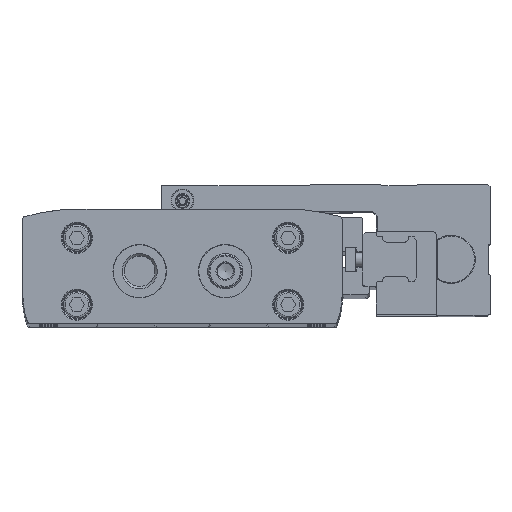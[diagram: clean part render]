
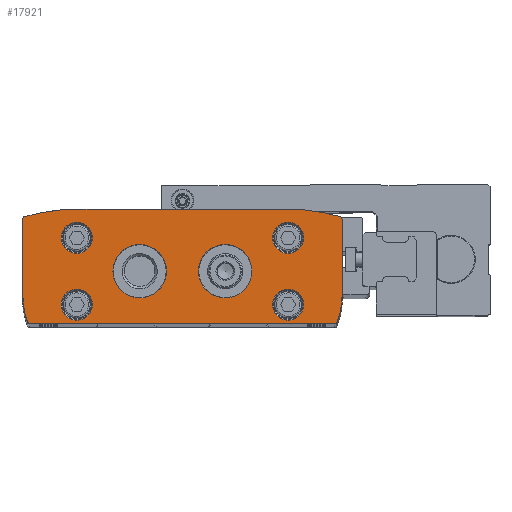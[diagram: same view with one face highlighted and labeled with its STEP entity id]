
A CAD part, top view. The second image highlights one B-rep face of the part: STEP entity #17921.
In plain terms, the highlighted planar face has unit normal (0, 0, 1).
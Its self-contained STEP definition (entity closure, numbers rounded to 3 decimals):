
#743=CIRCLE('',#19194,75.);
#749=CIRCLE('',#19203,75.);
#912=CIRCLE('',#19488,5.8);
#913=CIRCLE('',#19489,5.8);
#914=CIRCLE('',#19490,5.8);
#915=CIRCLE('',#19491,5.8);
#916=CIRCLE('',#19492,10.);
#917=CIRCLE('',#19493,10.);
#918=CIRCLE('',#19494,28.);
#919=CIRCLE('',#19495,1.);
#920=CIRCLE('',#19496,1.);
#921=CIRCLE('',#19497,28.);
#922=CIRCLE('',#19498,1.);
#923=CIRCLE('',#19499,1.);
#2492=ORIENTED_EDGE('',*,*,#7057,.F.);
#2493=ORIENTED_EDGE('',*,*,#7058,.F.);
#2494=ORIENTED_EDGE('',*,*,#7059,.F.);
#2495=ORIENTED_EDGE('',*,*,#7060,.F.);
#2496=ORIENTED_EDGE('',*,*,#7061,.F.);
#2497=ORIENTED_EDGE('',*,*,#7062,.F.);
#2498=ORIENTED_EDGE('',*,*,#7063,.T.);
#2499=ORIENTED_EDGE('',*,*,#7064,.T.);
#2500=ORIENTED_EDGE('',*,*,#7065,.T.);
#2501=ORIENTED_EDGE('',*,*,#7066,.T.);
#2502=ORIENTED_EDGE('',*,*,#7067,.T.);
#2503=ORIENTED_EDGE('',*,*,#7068,.T.);
#2504=ORIENTED_EDGE('',*,*,#7069,.T.);
#2505=ORIENTED_EDGE('',*,*,#7070,.T.);
#2506=ORIENTED_EDGE('',*,*,#6627,.T.);
#2507=ORIENTED_EDGE('',*,*,#7071,.T.);
#2508=ORIENTED_EDGE('',*,*,#6609,.T.);
#2509=ORIENTED_EDGE('',*,*,#7072,.T.);
#6609=EDGE_CURVE('',#9063,#9066,#743,.T.);
#6627=EDGE_CURVE('',#9081,#9084,#749,.T.);
#7057=EDGE_CURVE('',#9385,#9385,#912,.T.);
#7058=EDGE_CURVE('',#9386,#9386,#913,.T.);
#7059=EDGE_CURVE('',#9387,#9387,#914,.T.);
#7060=EDGE_CURVE('',#9388,#9388,#915,.T.);
#7061=EDGE_CURVE('',#9389,#9389,#916,.T.);
#7062=EDGE_CURVE('',#9390,#9390,#917,.T.);
#7063=EDGE_CURVE('',#9391,#9392,#11116,.T.);
#7064=EDGE_CURVE('',#9392,#9393,#918,.T.);
#7065=EDGE_CURVE('',#9393,#9394,#919,.T.);
#7066=EDGE_CURVE('',#9394,#9395,#11117,.T.);
#7067=EDGE_CURVE('',#9395,#9396,#920,.T.);
#7068=EDGE_CURVE('',#9396,#9397,#921,.T.);
#7069=EDGE_CURVE('',#9397,#9398,#11118,.T.);
#7070=EDGE_CURVE('',#9398,#9081,#922,.T.);
#7071=EDGE_CURVE('',#9084,#9063,#11119,.T.);
#7072=EDGE_CURVE('',#9066,#9391,#923,.T.);
#9063=VERTEX_POINT('',#27016);
#9066=VERTEX_POINT('',#27021);
#9081=VERTEX_POINT('',#27097);
#9084=VERTEX_POINT('',#27102);
#9385=VERTEX_POINT('',#27970);
#9386=VERTEX_POINT('',#27972);
#9387=VERTEX_POINT('',#27974);
#9388=VERTEX_POINT('',#27976);
#9389=VERTEX_POINT('',#27978);
#9390=VERTEX_POINT('',#27980);
#9391=VERTEX_POINT('',#27982);
#9392=VERTEX_POINT('',#27983);
#9393=VERTEX_POINT('',#27985);
#9394=VERTEX_POINT('',#27987);
#9395=VERTEX_POINT('',#27989);
#9396=VERTEX_POINT('',#27991);
#9397=VERTEX_POINT('',#27993);
#9398=VERTEX_POINT('',#27995);
#11116=LINE('',#27981,#12626);
#11117=LINE('',#27988,#12627);
#11118=LINE('',#27994,#12628);
#11119=LINE('',#27997,#12629);
#12626=VECTOR('',#22224,1000.);
#12627=VECTOR('',#22229,1000.);
#12628=VECTOR('',#22234,1000.);
#12629=VECTOR('',#22237,1000.);
#14007=EDGE_LOOP('',(#2492));
#14008=EDGE_LOOP('',(#2493));
#14009=EDGE_LOOP('',(#2494));
#14010=EDGE_LOOP('',(#2495));
#14011=EDGE_LOOP('',(#2496));
#14012=EDGE_LOOP('',(#2497));
#14013=EDGE_LOOP('',(#2498,#2499,#2500,#2501,#2502,#2503,#2504,#2505,#2506,
#2507,#2508,#2509));
#15681=FACE_BOUND('',#14007,.T.);
#15682=FACE_BOUND('',#14008,.T.);
#15683=FACE_BOUND('',#14009,.T.);
#15684=FACE_BOUND('',#14010,.T.);
#15685=FACE_BOUND('',#14011,.T.);
#15686=FACE_BOUND('',#14012,.T.);
#15687=FACE_BOUND('',#14013,.T.);
#17269=PLANE('',#19487);
#17921=ADVANCED_FACE('',(#15681,#15682,#15683,#15684,#15685,#15686,#15687),
#17269,.T.);
#19194=AXIS2_PLACEMENT_3D('',#27022,#21353,#21354);
#19203=AXIS2_PLACEMENT_3D('',#27103,#21377,#21378);
#19487=AXIS2_PLACEMENT_3D('',#27968,#22210,#22211);
#19488=AXIS2_PLACEMENT_3D('',#27969,#22212,#22213);
#19489=AXIS2_PLACEMENT_3D('',#27971,#22214,#22215);
#19490=AXIS2_PLACEMENT_3D('',#27973,#22216,#22217);
#19491=AXIS2_PLACEMENT_3D('',#27975,#22218,#22219);
#19492=AXIS2_PLACEMENT_3D('',#27977,#22220,#22221);
#19493=AXIS2_PLACEMENT_3D('',#27979,#22222,#22223);
#19494=AXIS2_PLACEMENT_3D('',#27984,#22225,#22226);
#19495=AXIS2_PLACEMENT_3D('',#27986,#22227,#22228);
#19496=AXIS2_PLACEMENT_3D('',#27990,#22230,#22231);
#19497=AXIS2_PLACEMENT_3D('',#27992,#22232,#22233);
#19498=AXIS2_PLACEMENT_3D('',#27996,#22235,#22236);
#19499=AXIS2_PLACEMENT_3D('',#27998,#22238,#22239);
#21353=DIRECTION('',(0.,0.,1.));
#21354=DIRECTION('',(1.,0.,0.));
#21377=DIRECTION('',(0.,0.,1.));
#21378=DIRECTION('',(1.,0.,0.));
#22210=DIRECTION('',(0.,0.,1.));
#22211=DIRECTION('',(1.,0.,0.));
#22212=DIRECTION('',(0.,0.,1.));
#22213=DIRECTION('',(1.,0.,0.));
#22214=DIRECTION('',(0.,0.,1.));
#22215=DIRECTION('',(1.,0.,0.));
#22216=DIRECTION('',(0.,0.,1.));
#22217=DIRECTION('',(1.,0.,0.));
#22218=DIRECTION('',(0.,0.,1.));
#22219=DIRECTION('',(1.,0.,0.));
#22220=DIRECTION('',(0.,0.,1.));
#22221=DIRECTION('',(1.,0.,0.));
#22222=DIRECTION('',(0.,0.,1.));
#22223=DIRECTION('',(1.,0.,0.));
#22224=DIRECTION('',(0.,-1.,0.));
#22225=DIRECTION('',(0.,0.,1.));
#22226=DIRECTION('',(1.,0.,0.));
#22227=DIRECTION('',(0.,0.,1.));
#22228=DIRECTION('',(1.,0.,0.));
#22229=DIRECTION('',(1.,0.,0.));
#22230=DIRECTION('',(0.,0.,1.));
#22231=DIRECTION('',(1.,0.,0.));
#22232=DIRECTION('',(0.,0.,1.));
#22233=DIRECTION('',(1.,0.,0.));
#22234=DIRECTION('',(0.,1.,0.));
#22235=DIRECTION('',(0.,0.,1.));
#22236=DIRECTION('',(1.,0.,0.));
#22237=DIRECTION('',(-1.,0.,0.));
#22238=DIRECTION('',(0.,0.,1.));
#22239=DIRECTION('',(1.,0.,0.));
#27016=CARTESIAN_POINT('',(-38.7,42.7,450.));
#27021=CARTESIAN_POINT('',(-58.97,39.909,450.));
#27022=CARTESIAN_POINT('',(-38.7,-32.3,450.));
#27097=CARTESIAN_POINT('',(58.97,39.909,450.));
#27102=CARTESIAN_POINT('',(38.7,42.7,450.));
#27103=CARTESIAN_POINT('',(38.7,-32.3,450.));
#27968=CARTESIAN_POINT('',(-31.7,10.5,450.));
#27969=CARTESIAN_POINT('',(-39.5,7.,450.));
#27970=CARTESIAN_POINT('',(-33.7,7.,450.));
#27971=CARTESIAN_POINT('',(-39.5,32.,450.));
#27972=CARTESIAN_POINT('',(-33.7,32.,450.));
#27973=CARTESIAN_POINT('',(39.5,32.,450.));
#27974=CARTESIAN_POINT('',(45.3,32.,450.));
#27975=CARTESIAN_POINT('',(39.5,7.,450.));
#27976=CARTESIAN_POINT('',(45.3,7.,450.));
#27977=CARTESIAN_POINT('',(-16.,19.5,450.));
#27978=CARTESIAN_POINT('',(-6.,19.5,450.));
#27979=CARTESIAN_POINT('',(16.,19.5,450.));
#27980=CARTESIAN_POINT('',(26.,19.5,450.));
#27981=CARTESIAN_POINT('',(-59.7,38.946,450.));
#27982=CARTESIAN_POINT('',(-59.7,38.946,450.));
#27983=CARTESIAN_POINT('',(-59.7,10.5,450.));
#27984=CARTESIAN_POINT('',(-31.7,10.5,450.));
#27985=CARTESIAN_POINT('',(-57.91,0.648,450.));
#27986=CARTESIAN_POINT('',(-56.974,1.,450.));
#27987=CARTESIAN_POINT('',(-56.974,0.,450.));
#27988=CARTESIAN_POINT('',(-56.974,0.,450.));
#27989=CARTESIAN_POINT('',(56.974,0.,450.));
#27990=CARTESIAN_POINT('',(56.974,1.,450.));
#27991=CARTESIAN_POINT('',(57.91,0.648,450.));
#27992=CARTESIAN_POINT('',(31.7,10.5,450.));
#27993=CARTESIAN_POINT('',(59.7,10.5,450.));
#27994=CARTESIAN_POINT('',(59.7,10.5,450.));
#27995=CARTESIAN_POINT('',(59.7,38.946,450.));
#27996=CARTESIAN_POINT('',(58.7,38.946,450.));
#27997=CARTESIAN_POINT('',(38.7,42.7,450.));
#27998=CARTESIAN_POINT('',(-58.7,38.946,450.));
